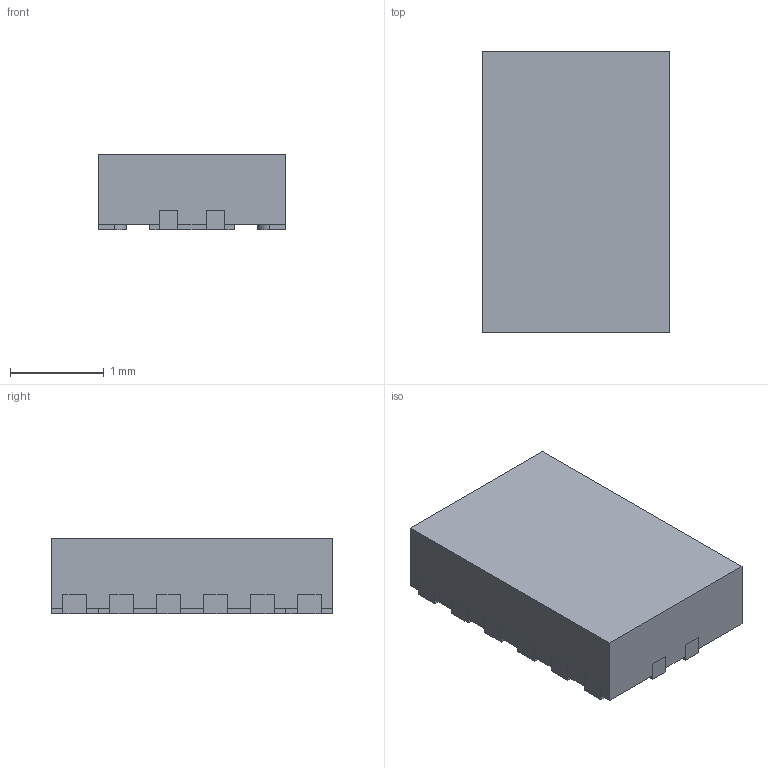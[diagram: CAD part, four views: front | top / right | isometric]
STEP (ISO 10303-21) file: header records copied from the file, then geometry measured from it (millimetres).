
FILE_DESCRIPTION((''),'2;1');
FILE_NAME('DSS0012A_ASM','2016-03-01T',('a0412086'),(''),'PRO/ENGINEER BY PARAMETRIC TECHNOLOGY CORPORATION, 2011490','PRO/ENGINEER BY PARAMETRIC TECHNOLOGY CORPORATION, 2011490','');
FILE_SCHEMA(('AUTOMOTIVE_DESIGN { 1 0 10303 214 1 1 1 1 }'));
Length unit declared in the file: millimetre
Products named in the file (4): BODY-SON; FRAME-DSS0012A; PIN1-ID; DSS0012A_ASM
Assembly tree (3 placements, depth 2):
  DSS0012A_ASM
    BODY-SON
    FRAME-DSS0012A
    PIN1-ID
Bounding box: 2 x 3 x 0.8 mm (x, y, z)
Volume: 4.7 mm3; surface area: 34.2 mm2
Topology: 14 solids, 14 shells, 196 faces, 504 edges, 336 vertices
Faces by surface type: plane 170, cylinder 26
Entity records: 7994 total; most frequent: CARTESIAN_POINT 1050, ORIENTED_EDGE 1008, DIRECTION 962, PRESENTATION_STYLE_ASSIGNMENT 531, STYLED_ITEM 518, CURVE_STYLE 504, EDGE_CURVE 504, VECTOR 452
